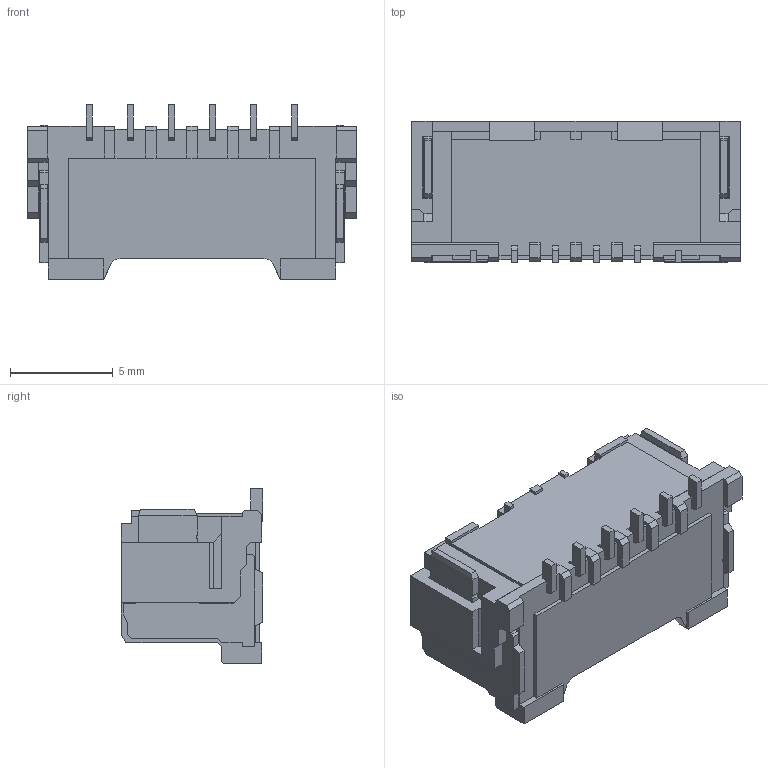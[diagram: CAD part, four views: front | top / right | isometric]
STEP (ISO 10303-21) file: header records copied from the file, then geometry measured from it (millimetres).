
FILE_DESCRIPTION((''),'2;1');
FILE_NAME('5024940670','2016-04-05T',('me'),(''),'PRO/ENGINEER BY PARAMETRIC TECHNOLOGY CORPORATION, 2012310','PRO/ENGINEER BY PARAMETRIC TECHNOLOGY CORPORATION, 2012310','');
FILE_SCHEMA(('CONFIG_CONTROL_DESIGN'));
Length unit declared in the file: millimetre
Products named in the file (1): 5024940670
Bounding box: 16 x 6.9 x 8.5 mm (x, y, z)
Volume: 366.3 mm3; surface area: 961.4 mm2
Topology: 1 solids, 1 shells, 577 faces, 1720 edges, 1131 vertices
Faces by surface type: plane 551, cylinder 26
Entity records: 18967 total; most frequent: CARTESIAN_POINT 3448, ORIENTED_EDGE 3370, DIRECTION 2914, EDGE_CURVE 1685, VECTOR 1654, LINE 1654, VERTEX_POINT 1096, AXIS2_PLACEMENT_3D 630
